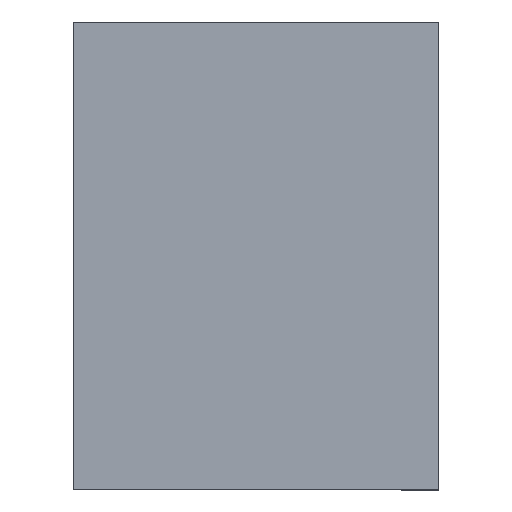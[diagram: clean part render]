
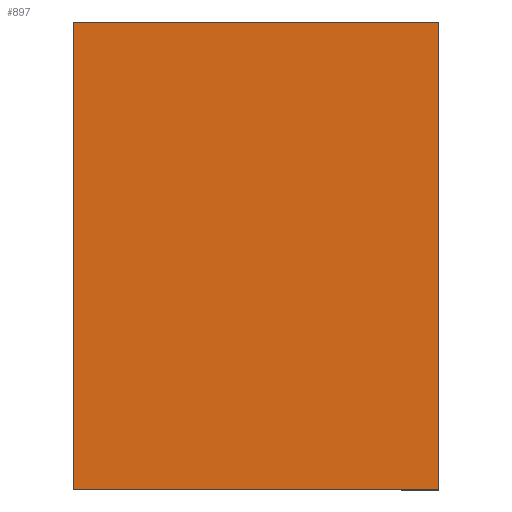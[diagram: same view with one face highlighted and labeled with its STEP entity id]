
A CAD part, left-side view. The second image highlights one B-rep face of the part: STEP entity #897.
In plain terms, the highlighted planar face has unit normal (-1, 0, 0).
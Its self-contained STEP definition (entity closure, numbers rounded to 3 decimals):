
#771=CARTESIAN_POINT('Vertex',(0.,27.363,52.474)) ;
#776=CARTESIAN_POINT('Line Origine',(0.,27.363,18.474)) ;
#780=CARTESIAN_POINT('Vertex',(0.,27.363,-15.526)) ;
#807=CARTESIAN_POINT('Line Origine',(0.,70.863,-15.526)) ;
#811=CARTESIAN_POINT('Vertex',(0.,114.363,-15.526)) ;
#838=CARTESIAN_POINT('Line Origine',(0.,114.363,18.474)) ;
#842=CARTESIAN_POINT('Vertex',(0.,114.363,52.474)) ;
#869=CARTESIAN_POINT('Line Origine',(0.,70.863,52.474)) ;
#886=CARTESIAN_POINT('Axis2P3D Location',(0.,0.,0.)) ;
#777=DIRECTION('Vector Direction',(0.,0.,-1.)) ;
#808=DIRECTION('Vector Direction',(0.,-1.,0.)) ;
#839=DIRECTION('Vector Direction',(0.,0.,1.)) ;
#870=DIRECTION('Vector Direction',(0.,1.,0.)) ;
#887=DIRECTION('Axis2P3D Direction',(1.,0.,0.)) ;
#888=DIRECTION('Axis2P3D XDirection',(0.,1.,0.)) ;
#889=AXIS2_PLACEMENT_3D('Plane Axis2P3D',#886,#887,#888) ;
#892=ORIENTED_EDGE('',*,*,#873,.F.) ;
#893=ORIENTED_EDGE('',*,*,#844,.F.) ;
#894=ORIENTED_EDGE('',*,*,#813,.F.) ;
#895=ORIENTED_EDGE('',*,*,#782,.F.) ;
#778=VECTOR('Line Direction',#777,1.) ;
#809=VECTOR('Line Direction',#808,1.) ;
#840=VECTOR('Line Direction',#839,1.) ;
#871=VECTOR('Line Direction',#870,1.) ;
#897=ADVANCED_FACE('Corps principal',(#896),#890,.F.) ;
#782=EDGE_CURVE('',#772,#781,#779,.T.) ;
#813=EDGE_CURVE('',#781,#812,#810,.F.) ;
#844=EDGE_CURVE('',#812,#843,#841,.T.) ;
#873=EDGE_CURVE('',#843,#772,#872,.F.) ;
#891=EDGE_LOOP('',(#892,#893,#894,#895)) ;
#896=FACE_OUTER_BOUND('',#891,.T.) ;
#779=LINE('Line',#776,#778) ;
#810=LINE('Line',#807,#809) ;
#841=LINE('Line',#838,#840) ;
#872=LINE('Line',#869,#871) ;
#890=PLANE('',#889) ;
#772=VERTEX_POINT('',#771) ;
#781=VERTEX_POINT('',#780) ;
#812=VERTEX_POINT('',#811) ;
#843=VERTEX_POINT('',#842) ;
